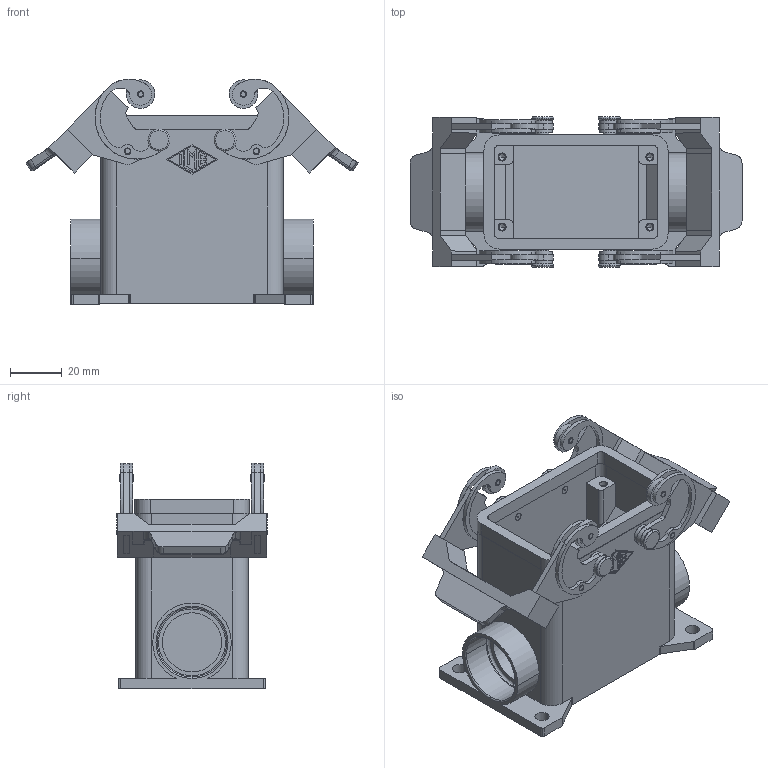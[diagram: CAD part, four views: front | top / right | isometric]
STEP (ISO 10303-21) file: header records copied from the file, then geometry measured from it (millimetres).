
FILE_DESCRIPTION((''),'2;1');
FILE_NAME('CAPS 10.21.stp','2006-12-21T12:26:21',('CADmaster'),(''),'Autodesk Inventor 7','Autodesk Inventor 7','');
FILE_SCHEMA(('AUTOMOTIVE_DESIGN { 1 0 10303 214 1 1 1 1 }'));
Length unit declared in the file: millimetre
Products named in the file (1): CAPS 10.21
Bounding box: 127.99 x 58 x 86.94 mm (x, y, z)
Volume: 105184.1 mm3; surface area: 58809.7 mm2
Topology: 1 solids, 5 shells, 749 faces, 2007 edges, 1312 vertices
Faces by surface type: bspline 317, cylinder 207, plane 189, torus 32, cone 4
Entity records: 27899 total; most frequent: CARTESIAN_POINT 9266, ORIENTED_EDGE 4006, DIRECTION 3851, EDGE_CURVE 2003, AXIS2_PLACEMENT_3D 1435, VERTEX_POINT 1312, VECTOR 981, LINE 981
